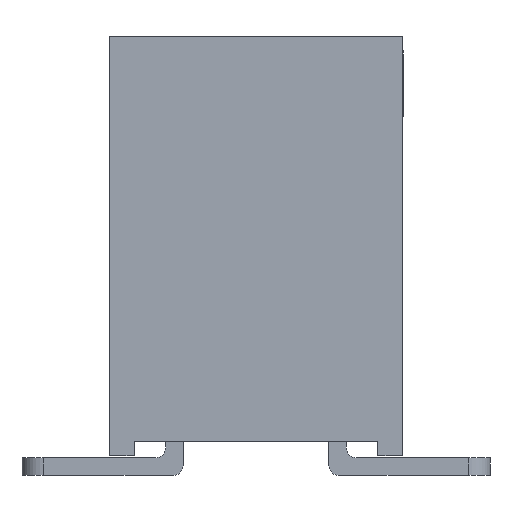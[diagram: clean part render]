
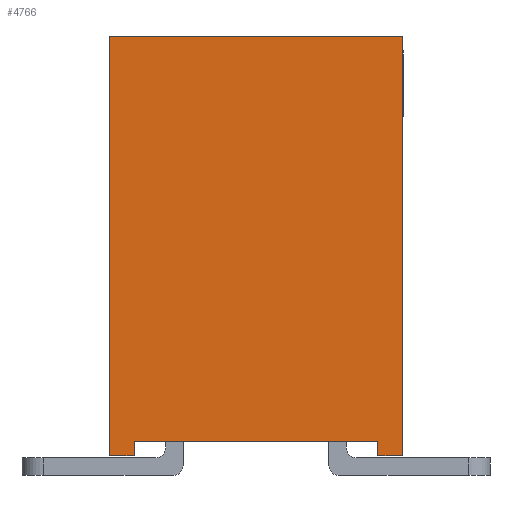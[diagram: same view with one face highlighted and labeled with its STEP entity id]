
A CAD part, left-side view. The second image highlights one B-rep face of the part: STEP entity #4766.
In plain terms, the highlighted planar face has unit normal (-1, 0, 0).
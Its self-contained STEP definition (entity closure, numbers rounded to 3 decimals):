
#35 = DIRECTION ( 'NONE',  ( 0., 0., -1. ) ) ;
#368 = EDGE_CURVE ( 'NONE', #15087, #20727, #19640, .T. ) ;
#611 = VERTEX_POINT ( 'NONE', #13165 ) ;
#666 = CARTESIAN_POINT ( 'NONE',  ( -2.74, 1.5, 4.3 ) ) ;
#697 = EDGE_CURVE ( 'NONE', #10753, #2975, #9851, .T. ) ;
#1151 = VERTEX_POINT ( 'NONE', #6370 ) ;
#1956 = EDGE_LOOP ( 'NONE', ( #9759, #3707, #3162, #11461, #3572, #6007, #10736, #8883 ) ) ;
#2970 = LINE ( 'NONE', #20335, #19858 ) ;
#2975 = VERTEX_POINT ( 'NONE', #4534 ) ;
#3041 = LINE ( 'NONE', #9305, #6113 ) ;
#3144 = DIRECTION ( 'NONE',  ( 0., -1., 0. ) ) ;
#3162 = ORIENTED_EDGE ( 'NONE', *, *, #19165, .T. ) ;
#3493 = VECTOR ( 'NONE', #10666, 1000. ) ;
#3572 = ORIENTED_EDGE ( 'NONE', *, *, #14670, .F. ) ;
#3707 = ORIENTED_EDGE ( 'NONE', *, *, #368, .F. ) ;
#3940 = DIRECTION ( 'NONE',  ( 0., 1., 0. ) ) ;
#4499 = EDGE_CURVE ( 'NONE', #20727, #10753, #8905, .T. ) ;
#4534 = CARTESIAN_POINT ( 'NONE',  ( -2.74, 1.25, 0. ) ) ;
#4654 = CARTESIAN_POINT ( 'NONE',  ( -2.74, -1.5, 4.3 ) ) ;
#4766 = ADVANCED_FACE ( 'NONE', ( #14567 ), #10059, .F. ) ;
#5081 = DIRECTION ( 'NONE',  ( 0., 0., -1. ) ) ;
#5666 = DIRECTION ( 'NONE',  ( 0., -1., 0. ) ) ;
#6007 = ORIENTED_EDGE ( 'NONE', *, *, #15485, .T. ) ;
#6113 = VECTOR ( 'NONE', #3144, 1000. ) ;
#6370 = CARTESIAN_POINT ( 'NONE',  ( -2.74, -1.5, 4.3 ) ) ;
#6407 = VECTOR ( 'NONE', #11456, 1000. ) ;
#6460 = CARTESIAN_POINT ( 'NONE',  ( -2.74, 1.5, 4.3 ) ) ;
#6512 = CARTESIAN_POINT ( 'NONE',  ( -2.74, 1.5, 0. ) ) ;
#6655 = LINE ( 'NONE', #4654, #6407 ) ;
#6891 = DIRECTION ( 'NONE',  ( 0., 0., 1. ) ) ;
#7303 = EDGE_CURVE ( 'NONE', #1151, #611, #6655, .T. ) ;
#7718 = VECTOR ( 'NONE', #35, 1000. ) ;
#7805 = CARTESIAN_POINT ( 'NONE',  ( -2.74, -1.25, 0. ) ) ;
#8215 = CARTESIAN_POINT ( 'NONE',  ( -2.74, 1.25, 0.15 ) ) ;
#8883 = ORIENTED_EDGE ( 'NONE', *, *, #697, .F. ) ;
#8905 = LINE ( 'NONE', #12337, #11817 ) ;
#9305 = CARTESIAN_POINT ( 'NONE',  ( -2.74, 1.5, 0. ) ) ;
#9759 = ORIENTED_EDGE ( 'NONE', *, *, #4499, .F. ) ;
#9851 = LINE ( 'NONE', #11556, #7718 ) ;
#10059 = PLANE ( 'NONE',  #11089 ) ;
#10568 = LINE ( 'NONE', #666, #3493 ) ;
#10578 = EDGE_CURVE ( 'NONE', #10869, #2975, #17529, .T. ) ;
#10666 = DIRECTION ( 'NONE',  ( 0., 0., -1. ) ) ;
#10736 = ORIENTED_EDGE ( 'NONE', *, *, #10578, .T. ) ;
#10753 = VERTEX_POINT ( 'NONE', #8215 ) ;
#10869 = VERTEX_POINT ( 'NONE', #14272 ) ;
#11089 = AXIS2_PLACEMENT_3D ( 'NONE', #6460, #11458, #5081 ) ;
#11107 = CARTESIAN_POINT ( 'NONE',  ( -2.74, 1.5, 4.3 ) ) ;
#11456 = DIRECTION ( 'NONE',  ( 0., 0., -1. ) ) ;
#11458 = DIRECTION ( 'NONE',  ( 1., 0., 0. ) ) ;
#11461 = ORIENTED_EDGE ( 'NONE', *, *, #7303, .F. ) ;
#11556 = CARTESIAN_POINT ( 'NONE',  ( -2.74, 1.25, -0.15 ) ) ;
#11817 = VECTOR ( 'NONE', #3940, 1000. ) ;
#12337 = CARTESIAN_POINT ( 'NONE',  ( -2.74, -1.25, 0.15 ) ) ;
#13165 = CARTESIAN_POINT ( 'NONE',  ( -2.74, -1.5, 0. ) ) ;
#13387 = VECTOR ( 'NONE', #17944, 1000. ) ;
#14272 = CARTESIAN_POINT ( 'NONE',  ( -2.74, 1.5, 0. ) ) ;
#14567 = FACE_OUTER_BOUND ( 'NONE', #1956, .T. ) ;
#14670 = EDGE_CURVE ( 'NONE', #20135, #1151, #2970, .T. ) ;
#15087 = VERTEX_POINT ( 'NONE', #7805 ) ;
#15485 = EDGE_CURVE ( 'NONE', #20135, #10869, #10568, .T. ) ;
#15746 = CARTESIAN_POINT ( 'NONE',  ( -2.74, -1.25, 0.15 ) ) ;
#17529 = LINE ( 'NONE', #6512, #13387 ) ;
#17642 = VECTOR ( 'NONE', #6891, 1000. ) ;
#17944 = DIRECTION ( 'NONE',  ( 0., -1., 0. ) ) ;
#19165 = EDGE_CURVE ( 'NONE', #15087, #611, #3041, .T. ) ;
#19640 = LINE ( 'NONE', #19965, #17642 ) ;
#19858 = VECTOR ( 'NONE', #5666, 1000. ) ;
#19965 = CARTESIAN_POINT ( 'NONE',  ( -2.74, -1.25, -0.15 ) ) ;
#20135 = VERTEX_POINT ( 'NONE', #11107 ) ;
#20335 = CARTESIAN_POINT ( 'NONE',  ( -2.74, 1.5, 4.3 ) ) ;
#20727 = VERTEX_POINT ( 'NONE', #15746 ) ;
